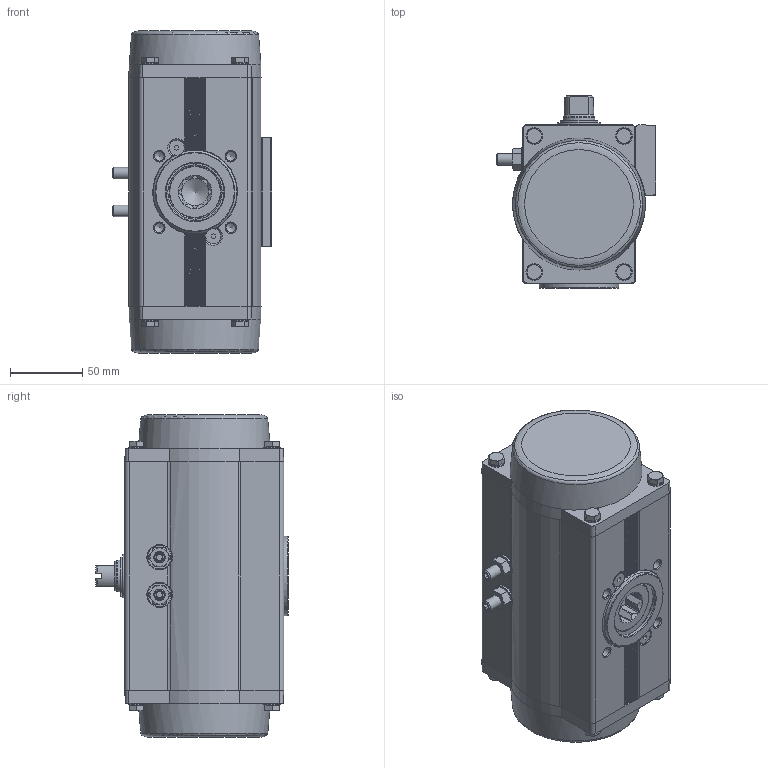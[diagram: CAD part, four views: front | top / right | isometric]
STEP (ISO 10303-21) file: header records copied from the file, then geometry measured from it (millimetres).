
FILE_DESCRIPTION(/* description */ ('STEP AP214'),/* implementation_level */ '2;1');
FILE_NAME(/* name */ '8102812_DFPD-N-80-RP-90-RS35-F07-R3-C',/* time_stamp */ '2024-08-15T20:48:56+02:00',/* author */ ('License CC BY-ND 4.0'),/* organization */ ('CADENAS'),/* preprocessor_version */ 'ST-DEVELOPER v19.3',/* originating_system */ 'PARTsolutions',/* authorisation */ ' ');
FILE_SCHEMA (('AUTOMOTIVE_DESIGN {1 0 10303 214 3 1 1}'));
Length unit declared in the file: millimetre
Products named in the file (7): 8102812 DFPD-N-80-RP-90-RS35-F07-R3-C---(0); 8042187 DFPD-N-80-90-RS-F07-C-----(housing); 8042187 DFPD-80(F04_0)---(shaft); 3639455 SCHEIBE 8.2X16X1.5-1.4301; DIN 934 - M8(F); 5087181 DFPD-60/80/120-C--(adj); 8101071 DFPD-CTR-F07--(ctr)
Assembly tree (9 placements, depth 2):
  8102812 DFPD-N-80-RP-90-RS35-F07-R3-C---(0)
    8042187 DFPD-N-80-90-RS-F07-C-----(housing)
    8042187 DFPD-80(F04_0)---(shaft)
    3639455 SCHEIBE 8.2X16X1.5-1.4301  x2
    DIN 934 - M8(F)  x2
    5087181 DFPD-60/80/120-C--(adj)  x2
    8101071 DFPD-CTR-F07--(ctr)
Bounding box: 110.2 x 133 x 223.1 mm (x, y, z)
Volume: 1926267.6 mm3; surface area: 146836.6 mm2
Topology: 9 solids, 9 shells, 693 faces, 1639 edges, 1027 vertices
Faces by surface type: plane 368, cone 142, cylinder 141, torus 40, sphere 2
Full cylindrical faces by diameter (mm): 2 x2, 4.134 x8, 4.917 x1, 5 x2, 6.647 x8, 8 x2, 8.2 x2, 8.5 x2, 10 x2, 10.57 x2, 11.5 x8, 13 x2, 16 x2, 17.2 x2, 22 x3, 24 x1, 26 x2, 26.3 x1, 30 x2, 31 x1, 35.5 x2, 36 x2, 40 x1, 46 x1, 55 x1, 58 x2
Entity records: 18470 total; most frequent: CARTESIAN_POINT 3836, DIRECTION 2976, ORIENTED_EDGE 2782, EDGE_CURVE 1391, AXIS2_PLACEMENT_3D 1159, VERTEX_POINT 961, FACE_BOUND 898, EDGE_LOOP 888
